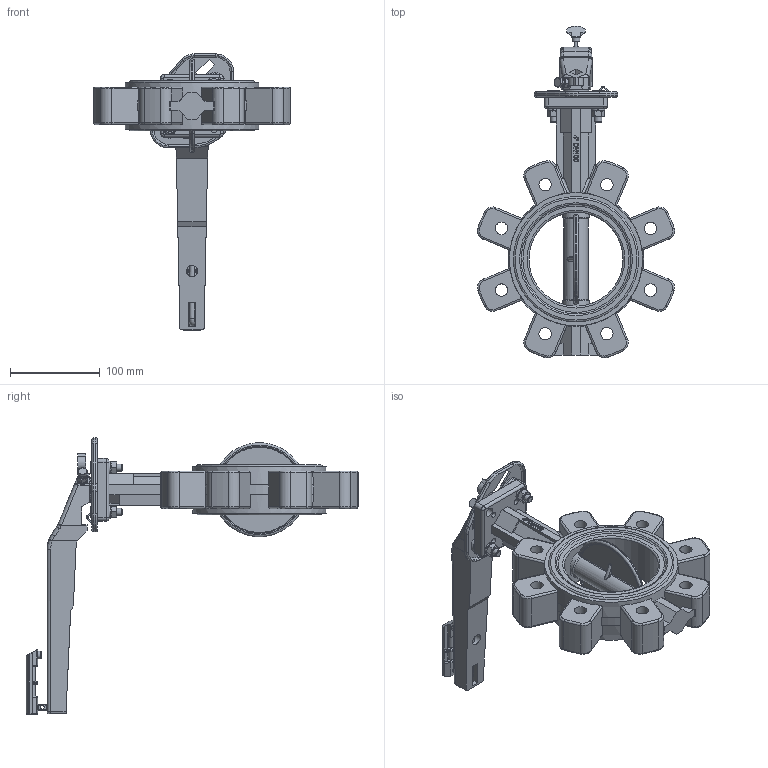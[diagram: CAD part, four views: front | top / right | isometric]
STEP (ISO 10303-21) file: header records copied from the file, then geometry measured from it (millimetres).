
FILE_DESCRIPTION((''),'2;1');
FILE_NAME('WM125340E100.stp','2012-05-11T03:00:42',('RL'),(''),'Autodesk Inventor 2012','Autodesk Inventor 2012','');
FILE_SCHEMA(('AUTOMOTIVE_DESIGN { 1 0 10303 214 1 1 1 1 }'));
Length unit declared in the file: millimetre
Products named in the file (1): WM125340E100
Bounding box: 220.18 x 370.73 x 308.5 mm (x, y, z)
Volume: 1421314.4 mm3; surface area: 280068.6 mm2
Topology: 14 solids, 14 shells, 922 faces, 2414 edges, 1539 vertices
Faces by surface type: plane 414, cylinder 258, torus 104, bspline 95, cone 49, sphere 2
Full cylindrical faces by diameter (mm): 4.2 x1, 4.917 x1, 6 x6, 6.4 x4, 6.647 x3, 8 x2, 8.5 x3, 8.88 x1, 9.8 x4, 11.63 x2, 12.5 x1, 13.835 x8, 23.002 x1, 28 x1, 30 x4, 32 x1, 105 x1, 140 x2
Entity records: 30961 total; most frequent: CARTESIAN_POINT 8969, ORIENTED_EDGE 4568, DIRECTION 4383, EDGE_CURVE 2284, AXIS2_PLACEMENT_3D 1633, VERTEX_POINT 1502, EDGE_LOOP 1128, VECTOR 1117
